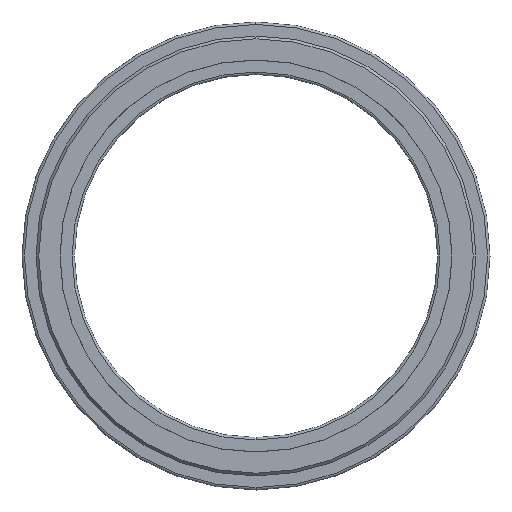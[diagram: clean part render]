
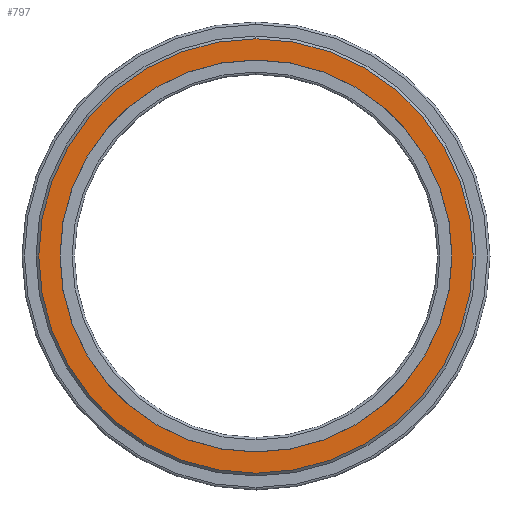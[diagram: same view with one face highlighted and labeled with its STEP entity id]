
A CAD part, front view. The second image highlights one B-rep face of the part: STEP entity #797.
In plain terms, the highlighted planar face has unit normal (0, -1, 0).
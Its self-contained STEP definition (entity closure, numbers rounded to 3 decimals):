
#797=ADVANCED_FACE('',(#1660,#1661),#1662,.T.);
#1660=FACE_BOUND('',#2711,.T.);
#1661=FACE_OUTER_BOUND('',#2712,.T.);
#1662=PLANE('',#2713);
#2711=EDGE_LOOP('',(#4536,#4537));
#2712=EDGE_LOOP('',(#4538,#4539));
#2713=AXIS2_PLACEMENT_3D('',#4540,#4541,#4542);
#4536=ORIENTED_EDGE('',*,*,#6450,.F.);
#4537=ORIENTED_EDGE('',*,*,#6391,.F.);
#4538=ORIENTED_EDGE('',*,*,#6401,.T.);
#4539=ORIENTED_EDGE('',*,*,#6446,.T.);
#4540=CARTESIAN_POINT('',(0.,-7.0,25.605));
#4541=DIRECTION('',(0.,-1.0,0.));
#4542=DIRECTION('',(0.,0.,1.0));
#6391=EDGE_CURVE('',#7805,#7801,#7807,.T.);
#6401=EDGE_CURVE('',#7819,#7823,#7825,.T.);
#6446=EDGE_CURVE('',#7823,#7819,#7886,.T.);
#6450=EDGE_CURVE('',#7801,#7805,#7890,.T.);
#7801=VERTEX_POINT('',#9408);
#7805=VERTEX_POINT('',#9413);
#7807=CIRCLE('',#9416,24.29);
#7819=VERTEX_POINT('',#9430);
#7823=VERTEX_POINT('',#9435);
#7825=CIRCLE('',#9438,26.92);
#7886=CIRCLE('',#9507,26.92);
#7890=CIRCLE('',#9511,24.29);
#9408=CARTESIAN_POINT('',(0.,-7.0,24.29));
#9413=CARTESIAN_POINT('',(0.,-7.0,-24.29));
#9416=AXIS2_PLACEMENT_3D('',#11289,#11290,#11291);
#9430=CARTESIAN_POINT('',(0.,-7.0,26.92));
#9435=CARTESIAN_POINT('',(0.,-7.0,-26.92));
#9438=AXIS2_PLACEMENT_3D('',#11305,#11306,#11307);
#9507=AXIS2_PLACEMENT_3D('',#11379,#11380,#11381);
#9511=AXIS2_PLACEMENT_3D('',#11385,#11386,#11387);
#11289=CARTESIAN_POINT('',(0.,-7.0,0.0));
#11290=DIRECTION('',(0.,-1.0,0.));
#11291=DIRECTION('',(0.,0.,1.0));
#11305=CARTESIAN_POINT('',(0.,-7.0,0.0));
#11306=DIRECTION('',(0.,-1.0,0.0));
#11307=DIRECTION('',(0.,0.,1.0));
#11379=CARTESIAN_POINT('',(0.,-7.0,0.0));
#11380=DIRECTION('',(0.,-1.0,0.0));
#11381=DIRECTION('',(0.,0.,1.0));
#11385=CARTESIAN_POINT('',(0.,-7.0,0.0));
#11386=DIRECTION('',(0.,-1.0,0.));
#11387=DIRECTION('',(0.,0.,1.0));
